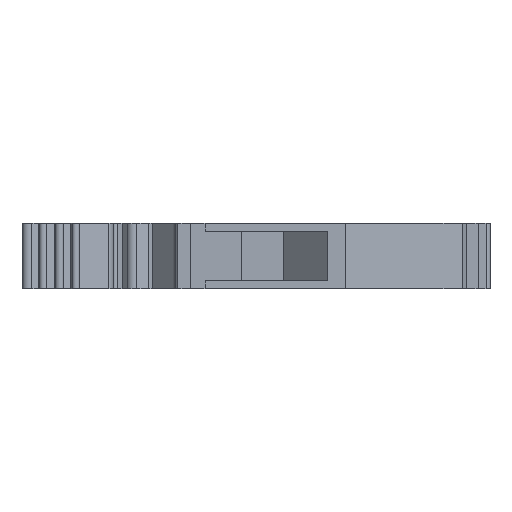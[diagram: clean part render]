
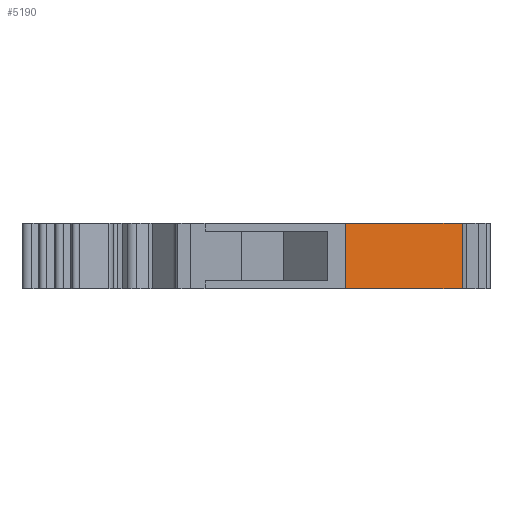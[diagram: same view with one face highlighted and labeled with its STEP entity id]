
A CAD part, left-side view. The second image highlights one B-rep face of the part: STEP entity #5190.
In plain terms, the highlighted planar face has unit normal (-0.766, -0.643, 0).
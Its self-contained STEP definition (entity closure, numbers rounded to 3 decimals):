
#167=DIRECTION('',(0.643,-0.766,0.));
#168=VECTOR('',#167,19.127);
#169=CARTESIAN_POINT('',(0.,18.,0.));
#170=LINE('',#169,#168);
#966=DIRECTION('',(-0.643,0.766,0.));
#967=VECTOR('',#966,19.127);
#968=CARTESIAN_POINT('',(12.296,3.349,8.2));
#969=LINE('',#968,#967);
#1377=DIRECTION('',(0.,0.,-1.));
#1378=VECTOR('',#1377,8.2);
#1379=CARTESIAN_POINT('',(0.,18.,8.2));
#1380=LINE('',#1379,#1378);
#1877=DIRECTION('',(0.,0.,-1.));
#1878=VECTOR('',#1877,8.2);
#1879=CARTESIAN_POINT('',(12.296,3.349,8.2));
#1880=LINE('',#1879,#1878);
#2361=CARTESIAN_POINT('',(0.,18.,0.));
#2362=VERTEX_POINT('',#2361);
#2363=CARTESIAN_POINT('',(12.296,3.349,0.));
#2364=VERTEX_POINT('',#2363);
#2752=CARTESIAN_POINT('',(12.296,3.349,8.2));
#2753=VERTEX_POINT('',#2752);
#2754=CARTESIAN_POINT('',(0.,18.,8.2));
#2755=VERTEX_POINT('',#2754);
#5179=CARTESIAN_POINT('',(0.,18.,0.));
#5180=DIRECTION('',(-0.766,-0.643,0.));
#5181=DIRECTION('',(0.643,-0.766,0.));
#5182=AXIS2_PLACEMENT_3D('',#5179,#5180,#5181);
#5183=PLANE('',#5182);
#5184=ORIENTED_EDGE('',*,*,#4135,.F.);
#5185=ORIENTED_EDGE('',*,*,#3494,.F.);
#5186=ORIENTED_EDGE('',*,*,#5172,.T.);
#5187=ORIENTED_EDGE('',*,*,#3052,.F.);
#5188=EDGE_LOOP('',(#5184,#5185,#5186,#5187));
#5189=FACE_OUTER_BOUND('',#5188,.F.);
#3052=EDGE_CURVE('',#2362,#2364,#170,.T.);
#3494=EDGE_CURVE('',#2753,#2755,#969,.T.);
#4135=EDGE_CURVE('',#2755,#2362,#1380,.T.);
#5172=EDGE_CURVE('',#2753,#2364,#1880,.T.);
#5190=ADVANCED_FACE('',(#5189),#5183,.T.);
